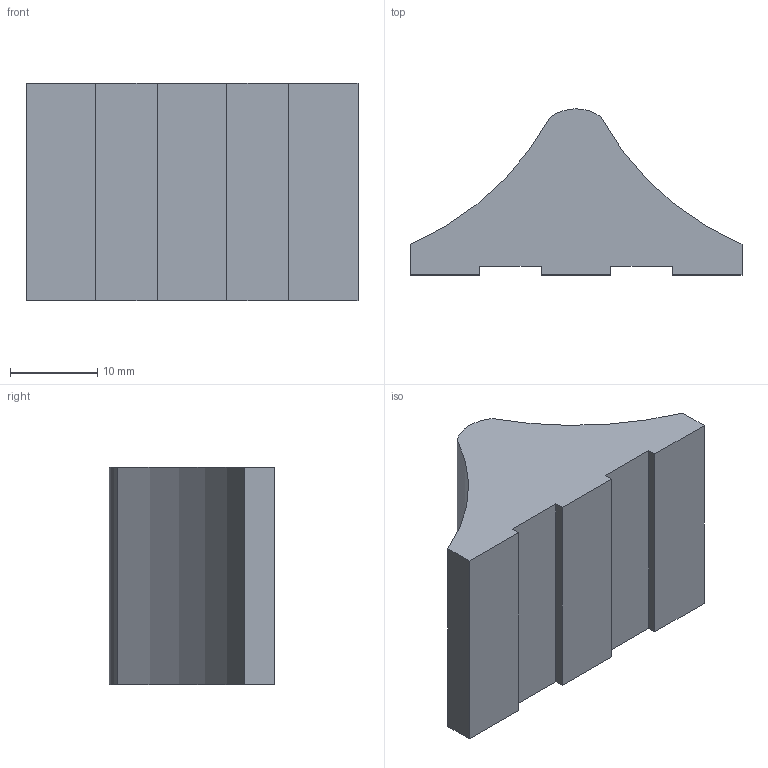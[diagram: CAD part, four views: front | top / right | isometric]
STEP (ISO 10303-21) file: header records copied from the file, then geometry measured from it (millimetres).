
FILE_DESCRIPTION(/* description */ (''),/* implementation_level */ '2;1');
FILE_NAME(/* name */ 'E_3_01_07_09_00_WKZ-0180.stp',/* time_stamp */ '2025-11-24T12:54:27+01:00',/* author */ ('d.fischer'),/* organization */ (''),/* preprocessor_version */ 'ST-DEVELOPER v20',/* originating_system */ 'Autodesk Inventor 2025',/* authorisation */ '');
FILE_SCHEMA (('AUTOMOTIVE_DESIGN { 1 0 10303 214 3 1 1 }'));
Length unit declared in the file: millimetre
Products named in the file (1): WKZ-0180
Bounding box: 38.1 x 19.05 x 25 mm (x, y, z)
Volume: 9753.3 mm3; surface area: 3272.3 mm2
Topology: 1 solids, 1 shells, 16 faces, 42 edges, 28 vertices
Faces by surface type: plane 13, cylinder 3
Entity records: 543 total; most frequent: CARTESIAN_POINT 87, ORIENTED_EDGE 84, DIRECTION 82, EDGE_CURVE 42, LINE 36, VECTOR 36, VERTEX_POINT 28, AXIS2_PLACEMENT_3D 23
